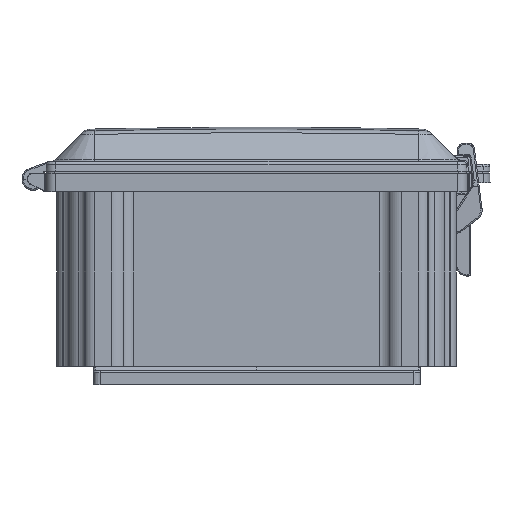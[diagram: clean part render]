
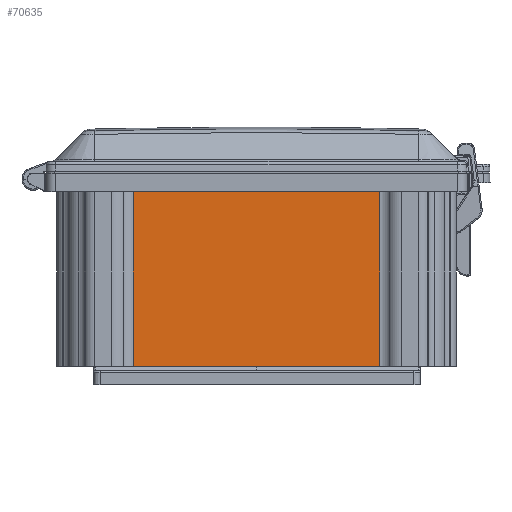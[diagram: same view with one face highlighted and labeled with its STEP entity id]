
A CAD part, front view. The second image highlights one B-rep face of the part: STEP entity #70635.
In plain terms, the highlighted planar face has unit normal (0, -1, 0).
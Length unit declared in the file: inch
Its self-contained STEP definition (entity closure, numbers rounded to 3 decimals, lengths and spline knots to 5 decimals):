
#20 = LINE ( 'NONE', #31762, #32957 ) ;
#1881 = DIRECTION ( 'NONE',  ( 0., 0., 1. ) ) ;
#4080 = ORIENTED_EDGE ( 'NONE', *, *, #41875, .F. ) ;
#6958 = PLANE ( 'NONE',  #46256 ) ;
#10236 = CARTESIAN_POINT ( 'NONE',  ( 3.33965, -5.1189, 1.5374 ) ) ;
#11572 = CARTESIAN_POINT ( 'NONE',  ( -3.33965, -5.1189, -3.1876 ) ) ;
#11933 = DIRECTION ( 'NONE',  ( -1., 0., 0. ) ) ;
#12339 = FACE_OUTER_BOUND ( 'NONE', #36137, .T. ) ;
#15843 = ORIENTED_EDGE ( 'NONE', *, *, #62244, .F. ) ;
#17543 = CARTESIAN_POINT ( 'NONE',  ( 3.33965, -5.1189, 1.5374 ) ) ;
#19452 = CARTESIAN_POINT ( 'NONE',  ( -3.33965, -5.1189, 1.5374 ) ) ;
#20916 = CARTESIAN_POINT ( 'NONE',  ( 3.33965, -5.1189, -3.1876 ) ) ;
#30014 = LINE ( 'NONE', #10236, #47614 ) ;
#30463 = VERTEX_POINT ( 'NONE', #11572 ) ;
#31295 = DIRECTION ( 'NONE',  ( 0., 1., 0. ) ) ;
#31762 = CARTESIAN_POINT ( 'NONE',  ( 3.33965, -5.1189, -18.48627 ) ) ;
#32544 = EDGE_CURVE ( 'NONE', #58974, #42722, #20, .T. ) ;
#32957 = VECTOR ( 'NONE', #39144, 39.37008 ) ;
#36137 = EDGE_LOOP ( 'NONE', ( #47877, #65433, #15843, #4080 ) ) ;
#39144 = DIRECTION ( 'NONE',  ( 0., 0., 1. ) ) ;
#41261 = VECTOR ( 'NONE', #76899, 39.37008 ) ;
#41875 = EDGE_CURVE ( 'NONE', #58974, #30463, #71135, .T. ) ;
#42722 = VERTEX_POINT ( 'NONE', #17543 ) ;
#46256 = AXIS2_PLACEMENT_3D ( 'NONE', #67983, #31295, #11933 ) ;
#47614 = VECTOR ( 'NONE', #67494, 39.37008 ) ;
#47877 = ORIENTED_EDGE ( 'NONE', *, *, #32544, .T. ) ;
#51368 = CARTESIAN_POINT ( 'NONE',  ( -3.33965, -5.1189, -18.48627 ) ) ;
#53432 = CARTESIAN_POINT ( 'NONE',  ( 3.33965, -5.1189, -3.1876 ) ) ;
#58974 = VERTEX_POINT ( 'NONE', #20916 ) ;
#62244 = EDGE_CURVE ( 'NONE', #30463, #79333, #69881, .T. ) ;
#65433 = ORIENTED_EDGE ( 'NONE', *, *, #71610, .T. ) ;
#67494 = DIRECTION ( 'NONE',  ( -1., 0., 0. ) ) ;
#67983 = CARTESIAN_POINT ( 'NONE',  ( 3.33965, -5.1189, -18.48627 ) ) ;
#69881 = LINE ( 'NONE', #51368, #76305 ) ;
#70635 = ADVANCED_FACE ( 'NONE', ( #12339 ), #6958, .F. ) ;
#71135 = LINE ( 'NONE', #53432, #41261 ) ;
#71610 = EDGE_CURVE ( 'NONE', #42722, #79333, #30014, .T. ) ;
#76305 = VECTOR ( 'NONE', #1881, 39.37008 ) ;
#76899 = DIRECTION ( 'NONE',  ( -1., 0., 0. ) ) ;
#79333 = VERTEX_POINT ( 'NONE', #19452 ) ;
